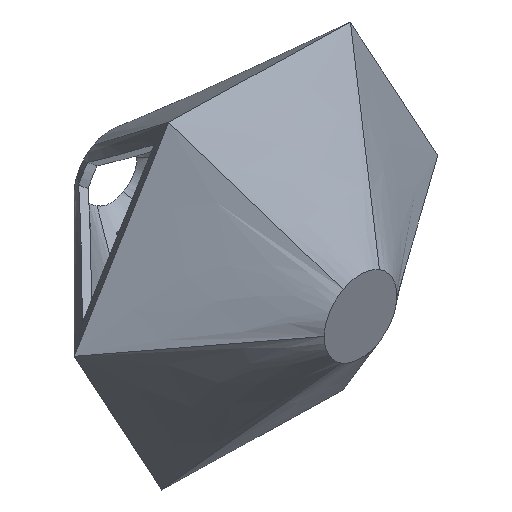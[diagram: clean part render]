
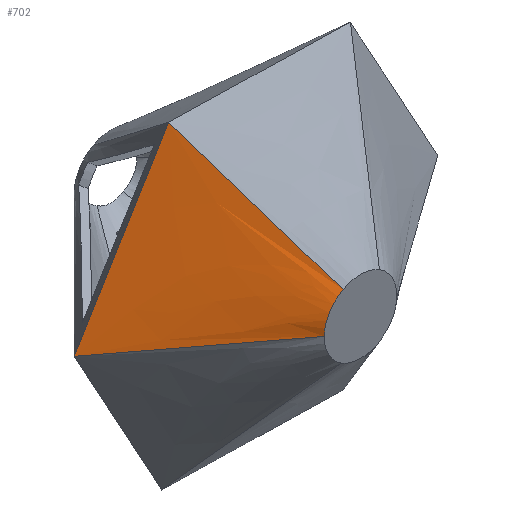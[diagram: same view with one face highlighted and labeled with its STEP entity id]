
A CAD part, isometric view. The second image highlights one B-rep face of the part: STEP entity #702.
In plain terms, the highlighted free-form (B-spline) face has degree [3, 3] with [5, 4] control points.
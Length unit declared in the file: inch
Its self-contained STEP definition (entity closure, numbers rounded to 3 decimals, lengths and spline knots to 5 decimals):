
#39=CIRCLE('',#746,0.5);
#74=B_SPLINE_SURFACE_WITH_KNOTS('',3,3,((#2199,#2200,#2201,#2202),(#2203,
#2204,#2205,#2206),(#2207,#2208,#2209,#2210),(#2211,#2212,#2213,#2214),
(#2215,#2216,#2217,#2218)),.UNSPECIFIED.,.F.,.F.,.F.,(4,1,4),(4,4),(0.,
0.57143,1.),(0.,1.),.UNSPECIFIED.);
#113=FACE_OUTER_BOUND('',#159,.T.);
#159=EDGE_LOOP('',(#645,#646,#647,#648));
#178=LINE('',#2032,#208);
#189=LINE('',#2198,#219);
#190=LINE('',#2219,#220);
#208=VECTOR('',#803,0.3937);
#219=VECTOR('',#828,2.46352);
#220=VECTOR('',#829,2.46352);
#337=VERTEX_POINT('',#2008);
#338=VERTEX_POINT('',#2031);
#345=VERTEX_POINT('',#2109);
#346=VERTEX_POINT('',#2111);
#430=EDGE_CURVE('',#338,#337,#178,.T.);
#441=EDGE_CURVE('',#345,#346,#39,.T.);
#447=EDGE_CURVE('',#345,#338,#189,.T.);
#448=EDGE_CURVE('',#346,#337,#190,.T.);
#645=ORIENTED_EDGE('',*,*,#441,.F.);
#646=ORIENTED_EDGE('',*,*,#447,.T.);
#647=ORIENTED_EDGE('',*,*,#430,.T.);
#648=ORIENTED_EDGE('',*,*,#448,.F.);
#702=ADVANCED_FACE('',(#113),#74,.F.);
#746=AXIS2_PLACEMENT_3D('',#2112,#820,#821);
#803=DIRECTION('',(-0.519,0.,-0.855));
#820=DIRECTION('center_axis',(0.,-1.,0.));
#821=DIRECTION('ref_axis',(1.,0.,0.));
#828=DIRECTION('',(-0.39,0.584,0.712));
#829=DIRECTION('',(-0.812,0.584,0.018));
#2008=CARTESIAN_POINT('',(-2.5,1.4375,0.05591));
#2031=CARTESIAN_POINT('',(-1.20158,1.4375,2.19302));
#2032=CARTESIAN_POINT('',(-1.20158,1.4375,2.19302));
#2109=CARTESIAN_POINT('',(-0.24026,0.,0.43849));
#2111=CARTESIAN_POINT('',(-0.49987,0.,0.01118));
#2112=CARTESIAN_POINT('Origin',(0.,0.,0.));
#2198=CARTESIAN_POINT('',(-0.24026,0.,0.43849));
#2199=CARTESIAN_POINT('Ctrl Pts',(-0.24026,0.,0.43849));
#2200=CARTESIAN_POINT('Ctrl Pts',(-0.5607,0.47917,
1.02334));
#2201=CARTESIAN_POINT('Ctrl Pts',(-0.88114,0.95833,
1.60818));
#2202=CARTESIAN_POINT('Ctrl Pts',(-1.20158,1.4375,2.19302));
#2203=CARTESIAN_POINT('Ctrl Pts',(-0.32772,0.,0.39057));
#2204=CARTESIAN_POINT('Ctrl Pts',(-0.70137,0.47917,
0.85562));
#2205=CARTESIAN_POINT('Ctrl Pts',(-1.07525,0.95833,1.32091));
#2206=CARTESIAN_POINT('Ctrl Pts',(-1.4489,1.4375,1.78595));
#2207=CARTESIAN_POINT('Ctrl Pts',(-0.45464,0.,0.25969));
#2208=CARTESIAN_POINT('Ctrl Pts',(-0.93037,0.47917,
0.53102));
#2209=CARTESIAN_POINT('Ctrl Pts',(-1.40597,0.95833,0.80225));
#2210=CARTESIAN_POINT('Ctrl Pts',(-1.8817,1.4375,1.07358));
#2211=CARTESIAN_POINT('Ctrl Pts',(-0.4982,0.,0.08596));
#2212=CARTESIAN_POINT('Ctrl Pts',(-1.10362,0.47917,0.17773));
#2213=CARTESIAN_POINT('Ctrl Pts',(-1.70909,0.95833,0.26945));
#2214=CARTESIAN_POINT('Ctrl Pts',(-2.31451,1.4375,0.36121));
#2215=CARTESIAN_POINT('Ctrl Pts',(-0.49987,0.,0.01118));
#2216=CARTESIAN_POINT('Ctrl Pts',(-1.16658,0.47917,0.02609));
#2217=CARTESIAN_POINT('Ctrl Pts',(-1.83329,0.95833,0.041));
#2218=CARTESIAN_POINT('Ctrl Pts',(-2.5,1.4375,0.05591));
#2219=CARTESIAN_POINT('',(-0.49987,0.,0.01118));
